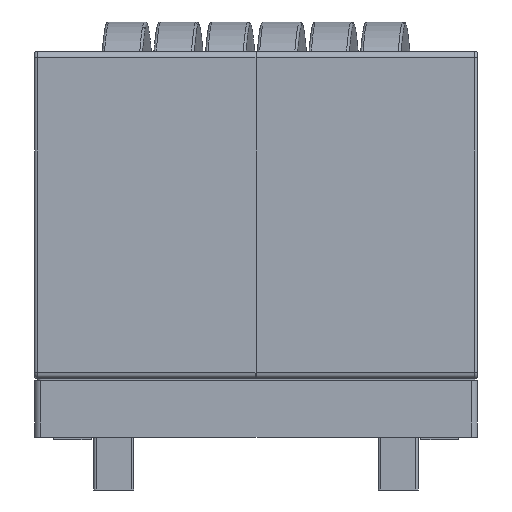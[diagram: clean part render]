
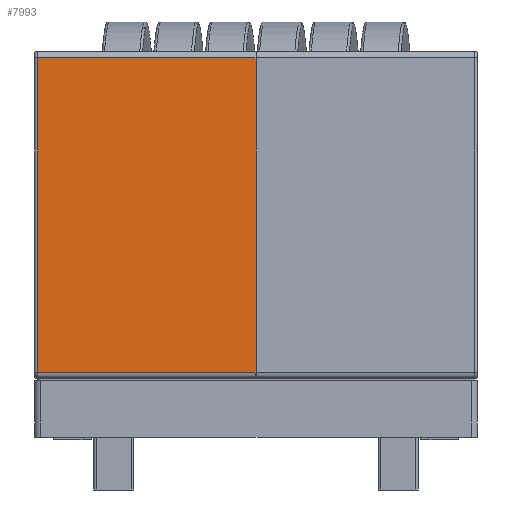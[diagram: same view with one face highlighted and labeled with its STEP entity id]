
A CAD part, left-side view. The second image highlights one B-rep face of the part: STEP entity #7993.
In plain terms, the highlighted face is planar.
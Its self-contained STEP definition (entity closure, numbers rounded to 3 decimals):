
#1898=ORIENTED_EDGE('',*,*,#3924,.T.);
#1899=ORIENTED_EDGE('',*,*,#3925,.T.);
#1900=ORIENTED_EDGE('',*,*,#3926,.T.);
#1901=ORIENTED_EDGE('',*,*,#3912,.F.);
#3912=EDGE_CURVE('',#4961,#4962,#5706,.T.);
#3924=EDGE_CURVE('',#4961,#4970,#5708,.F.);
#3925=EDGE_CURVE('',#4970,#4971,#5709,.T.);
#3926=EDGE_CURVE('',#4971,#4962,#5710,.T.);
#4961=VERTEX_POINT('',#19902);
#4962=VERTEX_POINT('',#19904);
#4970=VERTEX_POINT('',#19926);
#4971=VERTEX_POINT('',#19928);
#5706=LINE('',#19903,#6230);
#5708=LINE('',#19925,#6232);
#5709=LINE('',#19927,#6233);
#5710=LINE('',#19929,#6234);
#6230=VECTOR('',#11788,1000.);
#6232=VECTOR('',#11814,1000.);
#6233=VECTOR('',#11815,1000.);
#6234=VECTOR('',#11816,1000.);
#6698=EDGE_LOOP('',(#1898,#1899,#1900,#1901));
#7222=FACE_BOUND('',#6698,.T.);
#7682=PLANE('',#10876);
#7993=ADVANCED_FACE('',(#7222),#7682,.T.);
#10876=AXIS2_PLACEMENT_3D('',#19924,#11812,#11813);
#11788=DIRECTION('',(0.,-1.,0.));
#11812=DIRECTION('',(1.,0.,0.));
#11813=DIRECTION('',(0.,1.,0.));
#11814=DIRECTION('',(0.,0.,-1.));
#11815=DIRECTION('',(0.,-1.,0.));
#11816=DIRECTION('',(0.,0.,-1.));
#19902=CARTESIAN_POINT('',(18.,12.5,-8.8));
#19903=CARTESIAN_POINT('',(18.,13.,-8.8));
#19904=CARTESIAN_POINT('',(18.,-12.5,-8.8));
#19924=CARTESIAN_POINT('',(18.,13.,8.8));
#19925=CARTESIAN_POINT('',(18.,12.5,8.8));
#19926=CARTESIAN_POINT('',(18.,12.5,8.6));
#19927=CARTESIAN_POINT('',(18.,-12.5,8.6));
#19928=CARTESIAN_POINT('',(18.,-12.5,8.6));
#19929=CARTESIAN_POINT('',(18.,-12.5,8.8));
